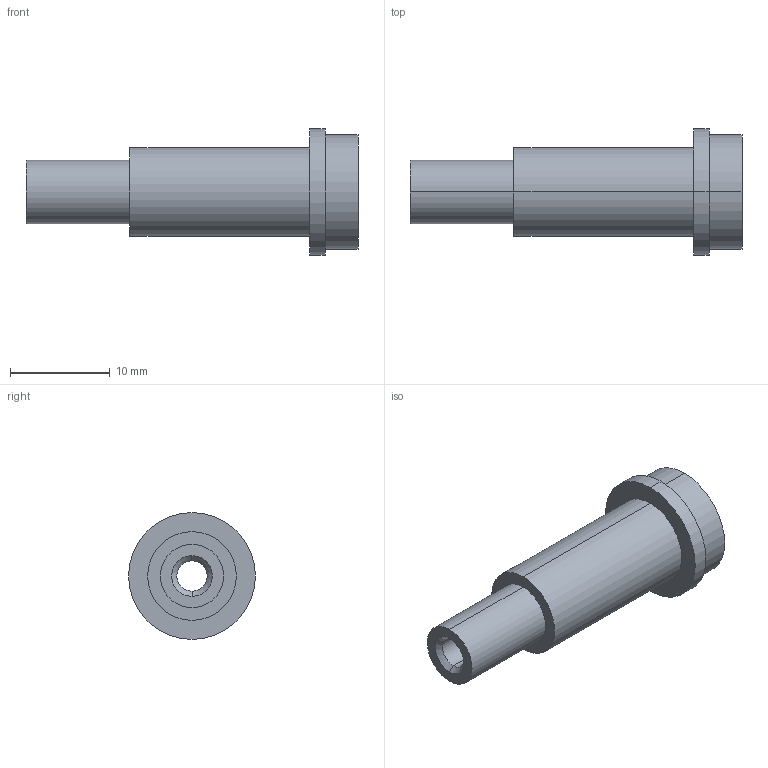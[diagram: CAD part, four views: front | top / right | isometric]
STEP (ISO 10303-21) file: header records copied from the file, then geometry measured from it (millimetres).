
FILE_DESCRIPTION(('starvars output'),'2;1');
FILE_NAME('cv20190718140508000066647.stp','14:05:08 2019/07/18',( 'Thomas Industrial Network Germany GmbH'),( 'Thomas Industrial Network Germany GmbH'),'unknown preprocess','ACIS' ,'unknown authorization');
FILE_SCHEMA(('AUTOMOTIVE_DESIGN_CC2 {UNKNOWN IMPLEMENTATION LEVEL}'));
Length unit declared in the file: millimetre
Products named in the file (1): PRODUCT_ID_1
Bounding box: 33.27 x 12.7 x 12.7 mm (x, y, z)
Volume: 1736.9 mm3; surface area: 1445.7 mm2
Topology: 1 solids, 1 shells, 17 faces, 34 edges, 22 vertices
Faces by surface type: cylinder 10, plane 5, cone 2
Entity records: 592 total; most frequent: ORIENTED_EDGE 68, CARTESIAN_POINT 56, DIRECTION 56, EDGE_CURVE 34, VERTEX_POINT 22, AXIS2_PLACEMENT_3D 22, EDGE_LOOP 22, FACE_BOUND 22
